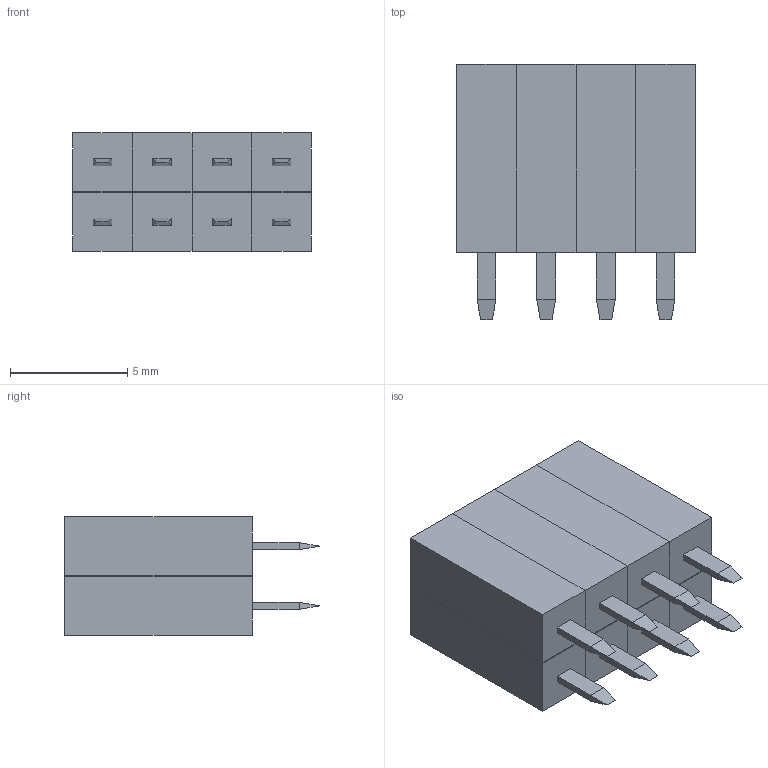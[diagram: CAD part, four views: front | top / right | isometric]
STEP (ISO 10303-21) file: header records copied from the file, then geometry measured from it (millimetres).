
FILE_DESCRIPTION(/* description */ (''),/* implementation_level */ '2;1');
FILE_NAME(/* name */ 'female pins v1 2x4.step',/* time_stamp */ '2017-08-11T13:52:25+03:00',/* author */ (''),/* organization */ (''),/* preprocessor_version */ 'ST-DEVELOPER v16.13',/* originating_system */ 'Autodesk Translation Framework v6.1.1.50',/* authorisation */ '');
FILE_SCHEMA (('AUTOMOTIVE_DESIGN { 1 0 10303 214 3 1 1 }'));
Length unit declared in the file: millimetre
Products named in the file (1): female pins v1
Bounding box: 10.16 x 10.85 x 5.04 mm (x, y, z)
Volume: 353.9 mm3; surface area: 1172 mm2
Topology: 16 solids, 16 shells, 232 faces, 496 edges, 304 vertices
Faces by surface type: plane 232
Entity records: 6050 total; most frequent: CARTESIAN_POINT 1033, ORIENTED_EDGE 1008, DIRECTION 962, LINE 496, VECTOR 496, EDGE_CURVE 496, VERTEX_POINT 304, EDGE_LOOP 240
